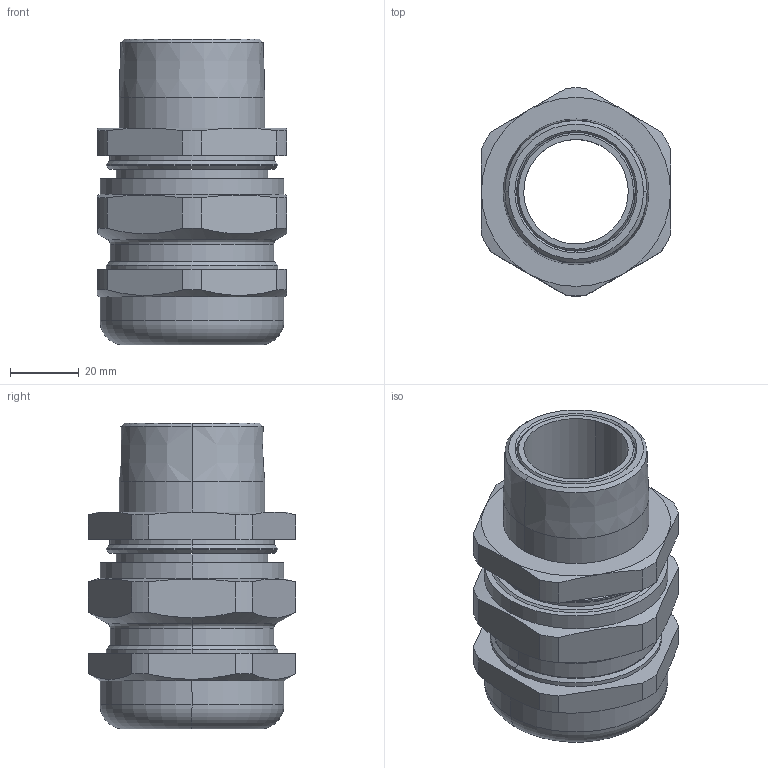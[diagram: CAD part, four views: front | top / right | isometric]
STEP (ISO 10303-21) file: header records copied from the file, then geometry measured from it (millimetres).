
FILE_DESCRIPTION (( 'STEP AP203' ), '1' );
FILE_NAME ('TMCX125A1AA134.STEP', '2020-01-08T08:32:38', ( '' ), ( '' ), 'SwSTEP 2.0', 'SolidWorks 2017', '' );
FILE_SCHEMA (( 'CONFIG_CONTROL_DESIGN' ));
Length unit declared in the file: millimetre
Products named in the file (1): TMCX125A1AA134
Bounding box: 55 x 60.47 x 89 mm (x, y, z)
Surface area: 32325.3 mm2 (no closed solid volume)
Topology: 0 solids, 9 shells, 118 faces, 290 edges, 184 vertices
Faces by surface type: cylinder 46, cone 38, plane 30, torus 4
Entity records: 3745 total; most frequent: CARTESIAN_POINT 841, DIRECTION 638, ORIENTED_EDGE 544, EDGE_CURVE 290, AXIS2_PLACEMENT_3D 265, VERTEX_POINT 184, CIRCLE 146, EDGE_LOOP 130
